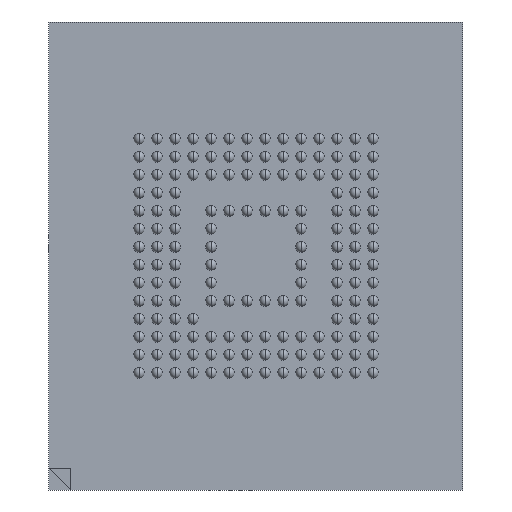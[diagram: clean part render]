
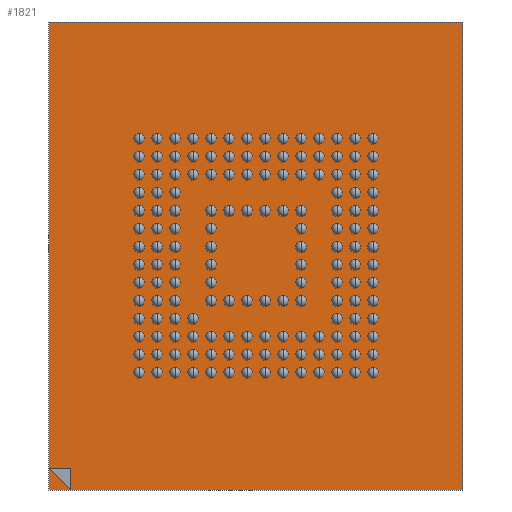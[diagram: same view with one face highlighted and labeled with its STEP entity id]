
A CAD part, front view. The second image highlights one B-rep face of the part: STEP entity #1821.
In plain terms, the highlighted planar face has unit normal (0, -1, 0).
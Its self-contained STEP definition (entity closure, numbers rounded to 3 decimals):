
#114 = CARTESIAN_POINT ( 'NONE',  ( -5.15, 0.27, -6.499 ) ) ;
#265 = VECTOR ( 'NONE', #7403, 1000. ) ;
#307 = CARTESIAN_POINT ( 'NONE',  ( -5.15, 0.27, -5.9 ) ) ;
#675 = EDGE_CURVE ( 'NONE', #6183, #12237, #1773, .T. ) ;
#1119 = VERTEX_POINT ( 'NONE', #5315 ) ;
#1773 = LINE ( 'NONE', #2952, #6119 ) ;
#1821 = ADVANCED_FACE ( 'NONE', ( #3801, #8135 ), #8300, .F. ) ;
#1822 = DIRECTION ( 'NONE',  ( -1., 0., 0. ) ) ;
#2061 = VECTOR ( 'NONE', #3294, 1000. ) ;
#2825 = EDGE_CURVE ( 'NONE', #4643, #3283, #10427, .T. ) ;
#2952 = CARTESIAN_POINT ( 'NONE',  ( 5.75, 0.27, 6.5 ) ) ;
#3030 = ORIENTED_EDGE ( 'NONE', *, *, #11367, .T. ) ;
#3283 = VERTEX_POINT ( 'NONE', #9394 ) ;
#3294 = DIRECTION ( 'NONE',  ( 0., 0., -1. ) ) ;
#3304 = DIRECTION ( 'NONE',  ( 0., 0., 1. ) ) ;
#3801 = FACE_BOUND ( 'NONE', #4741, .T. ) ;
#3950 = AXIS2_PLACEMENT_3D ( 'NONE', #8133, #4246, #3304 ) ;
#4246 = DIRECTION ( 'NONE',  ( 0., 1., 0. ) ) ;
#4251 = ORIENTED_EDGE ( 'NONE', *, *, #2825, .F. ) ;
#4384 = EDGE_LOOP ( 'NONE', ( #8664, #7914, #3030, #8520 ) ) ;
#4472 = CARTESIAN_POINT ( 'NONE',  ( -5.75, 0.27, 6.5 ) ) ;
#4643 = VERTEX_POINT ( 'NONE', #307 ) ;
#4667 = CARTESIAN_POINT ( 'NONE',  ( -5.75, 0.27, 6.5 ) ) ;
#4741 = EDGE_LOOP ( 'NONE', ( #7273, #4251, #9002 ) ) ;
#5105 = VERTEX_POINT ( 'NONE', #114 ) ;
#5163 = VECTOR ( 'NONE', #7624, 1000. ) ;
#5267 = LINE ( 'NONE', #4667, #5163 ) ;
#5315 = CARTESIAN_POINT ( 'NONE',  ( -5.75, 0.27, -6.5 ) ) ;
#5388 = CARTESIAN_POINT ( 'NONE',  ( -5.15, 0.27, -6.499 ) ) ;
#5649 = CARTESIAN_POINT ( 'NONE',  ( -5.75, 0.27, 6.5 ) ) ;
#6119 = VECTOR ( 'NONE', #11024, 1000. ) ;
#6183 = VERTEX_POINT ( 'NONE', #11910 ) ;
#6241 = EDGE_CURVE ( 'NONE', #1119, #6183, #9150, .T. ) ;
#6295 = VECTOR ( 'NONE', #10490, 1000. ) ;
#6346 = LINE ( 'NONE', #4472, #2061 ) ;
#6438 = LINE ( 'NONE', #5388, #10857 ) ;
#7155 = CARTESIAN_POINT ( 'NONE',  ( 5.75, 0.27, 6.5 ) ) ;
#7273 = ORIENTED_EDGE ( 'NONE', *, *, #11113, .F. ) ;
#7403 = DIRECTION ( 'NONE',  ( 1., 0., 0. ) ) ;
#7624 = DIRECTION ( 'NONE',  ( -1., 0., 0. ) ) ;
#7914 = ORIENTED_EDGE ( 'NONE', *, *, #10574, .T. ) ;
#8133 = CARTESIAN_POINT ( 'NONE',  ( 0., 0.27, 0. ) ) ;
#8135 = FACE_OUTER_BOUND ( 'NONE', #4384, .T. ) ;
#8300 = PLANE ( 'NONE',  #3950 ) ;
#8520 = ORIENTED_EDGE ( 'NONE', *, *, #6241, .T. ) ;
#8664 = ORIENTED_EDGE ( 'NONE', *, *, #675, .T. ) ;
#9002 = ORIENTED_EDGE ( 'NONE', *, *, #11348, .F. ) ;
#9150 = LINE ( 'NONE', #12338, #265 ) ;
#9394 = CARTESIAN_POINT ( 'NONE',  ( -5.749, 0.27, -5.9 ) ) ;
#10169 = VECTOR ( 'NONE', #1822, 1000. ) ;
#10427 = LINE ( 'NONE', #11918, #10169 ) ;
#10490 = DIRECTION ( 'NONE',  ( 0.707, 0., -0.707 ) ) ;
#10536 = VERTEX_POINT ( 'NONE', #5649 ) ;
#10574 = EDGE_CURVE ( 'NONE', #12237, #10536, #5267, .T. ) ;
#10580 = LINE ( 'NONE', #11426, #6295 ) ;
#10857 = VECTOR ( 'NONE', #12043, 1000. ) ;
#11024 = DIRECTION ( 'NONE',  ( 0., 0., 1. ) ) ;
#11113 = EDGE_CURVE ( 'NONE', #3283, #5105, #10580, .T. ) ;
#11348 = EDGE_CURVE ( 'NONE', #5105, #4643, #6438, .T. ) ;
#11367 = EDGE_CURVE ( 'NONE', #10536, #1119, #6346, .T. ) ;
#11426 = CARTESIAN_POINT ( 'NONE',  ( -5.749, 0.27, -5.9 ) ) ;
#11910 = CARTESIAN_POINT ( 'NONE',  ( 5.75, 0.27, -6.5 ) ) ;
#11918 = CARTESIAN_POINT ( 'NONE',  ( -5.15, 0.27, -5.9 ) ) ;
#12043 = DIRECTION ( 'NONE',  ( 0., 0., 1. ) ) ;
#12237 = VERTEX_POINT ( 'NONE', #7155 ) ;
#12338 = CARTESIAN_POINT ( 'NONE',  ( -5.75, 0.27, -6.5 ) ) ;
